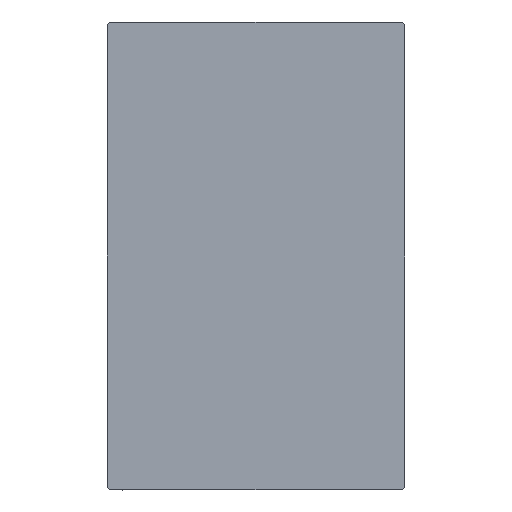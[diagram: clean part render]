
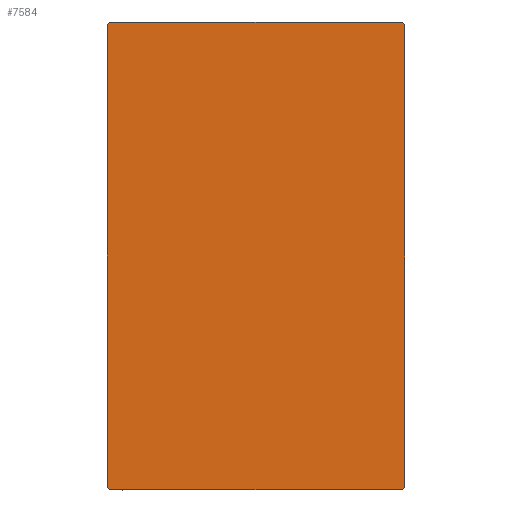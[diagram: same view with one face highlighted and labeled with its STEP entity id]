
A CAD part, left-side view. The second image highlights one B-rep face of the part: STEP entity #7584.
In plain terms, the highlighted face is planar.
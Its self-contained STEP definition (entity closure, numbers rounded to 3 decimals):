
#200 = CARTESIAN_POINT ( 'NONE',  ( 56., 22.35, 22.35 ) ) ;
#772 = DIRECTION ( 'NONE',  ( 0., 0., 1. ) ) ;
#903 = EDGE_CURVE ( 'NONE', #7284, #9962, #43257, .T. ) ;
#1842 = CARTESIAN_POINT ( 'NONE',  ( 56., -22.35, -22.35 ) ) ;
#1993 = CARTESIAN_POINT ( 'NONE',  ( 56., 17.2, -27.5 ) ) ;
#2426 = FACE_OUTER_BOUND ( 'NONE', #13864, .T. ) ;
#3002 = CARTESIAN_POINT ( 'NONE',  ( 56., -17.5, -27.2 ) ) ;
#4688 = CARTESIAN_POINT ( 'NONE',  ( 56., -22.35, 22.35 ) ) ;
#4727 = DIRECTION ( 'NONE',  ( 0., 0., -1. ) ) ;
#4899 = DIRECTION ( 'NONE',  ( 0., 0.707, -0.707 ) ) ;
#5304 = VERTEX_POINT ( 'NONE', #15248 ) ;
#5399 = ORIENTED_EDGE ( 'NONE', *, *, #12173, .T. ) ;
#6357 = VECTOR ( 'NONE', #772, 1000. ) ;
#6666 = VERTEX_POINT ( 'NONE', #1993 ) ;
#7284 = VERTEX_POINT ( 'NONE', #36283 ) ;
#7584 = ADVANCED_FACE ( 'NONE', ( #2426 ), #9185, .T. ) ;
#7918 = DIRECTION ( 'NONE',  ( 0., 0.707, 0.707 ) ) ;
#8424 = AXIS2_PLACEMENT_3D ( 'NONE', #18678, #42182, #22820 ) ;
#9185 = PLANE ( 'NONE',  #8424 ) ;
#9886 = LINE ( 'NONE', #26822, #38714 ) ;
#9962 = VERTEX_POINT ( 'NONE', #11705 ) ;
#10050 = DIRECTION ( 'NONE',  ( 0., -0.707, 0.707 ) ) ;
#10588 = CARTESIAN_POINT ( 'NONE',  ( 56., -17.5, 27.2 ) ) ;
#10854 = LINE ( 'NONE', #14400, #38761 ) ;
#11018 = EDGE_CURVE ( 'NONE', #6666, #42496, #30568, .T. ) ;
#11705 = CARTESIAN_POINT ( 'NONE',  ( 56., 17.2, 27.5 ) ) ;
#12173 = EDGE_CURVE ( 'NONE', #5304, #6666, #9886, .T. ) ;
#13864 = EDGE_LOOP ( 'NONE', ( #5399, #33944, #16264, #38616, #26830, #34822, #42705, #29449 ) ) ;
#13909 = LINE ( 'NONE', #4688, #16434 ) ;
#14400 = CARTESIAN_POINT ( 'NONE',  ( 56., -17.5, 27.5 ) ) ;
#15248 = CARTESIAN_POINT ( 'NONE',  ( 56., -17.2, -27.5 ) ) ;
#16264 = ORIENTED_EDGE ( 'NONE', *, *, #21308, .T. ) ;
#16434 = VECTOR ( 'NONE', #27091, 1000. ) ;
#17167 = CARTESIAN_POINT ( 'NONE',  ( 56., 22.35, -22.35 ) ) ;
#17236 = LINE ( 'NONE', #30856, #6357 ) ;
#18678 = CARTESIAN_POINT ( 'NONE',  ( 56., 0., 0. ) ) ;
#19235 = VECTOR ( 'NONE', #4899, 1000. ) ;
#21308 = EDGE_CURVE ( 'NONE', #42496, #7284, #17236, .T. ) ;
#22820 = DIRECTION ( 'NONE',  ( 0., 0., -1. ) ) ;
#23223 = VECTOR ( 'NONE', #7918, 1000. ) ;
#23529 = DIRECTION ( 'NONE',  ( 0., 1., 0. ) ) ;
#23976 = EDGE_CURVE ( 'NONE', #27359, #24732, #10854, .T. ) ;
#24732 = VERTEX_POINT ( 'NONE', #3002 ) ;
#25660 = CARTESIAN_POINT ( 'NONE',  ( 56., -17.2, 27.5 ) ) ;
#26822 = CARTESIAN_POINT ( 'NONE',  ( 56., -17.5, -27.5 ) ) ;
#26830 = ORIENTED_EDGE ( 'NONE', *, *, #40019, .T. ) ;
#27091 = DIRECTION ( 'NONE',  ( 0., -0.707, -0.707 ) ) ;
#27359 = VERTEX_POINT ( 'NONE', #10588 ) ;
#29449 = ORIENTED_EDGE ( 'NONE', *, *, #30898, .T. ) ;
#29471 = LINE ( 'NONE', #39786, #39029 ) ;
#30568 = LINE ( 'NONE', #17167, #23223 ) ;
#30856 = CARTESIAN_POINT ( 'NONE',  ( 56., 17.5, -27.5 ) ) ;
#30898 = EDGE_CURVE ( 'NONE', #24732, #5304, #32146, .T. ) ;
#32146 = LINE ( 'NONE', #1842, #19235 ) ;
#33403 = DIRECTION ( 'NONE',  ( 0., -1., 0. ) ) ;
#33514 = VECTOR ( 'NONE', #10050, 1000. ) ;
#33944 = ORIENTED_EDGE ( 'NONE', *, *, #11018, .T. ) ;
#34697 = EDGE_CURVE ( 'NONE', #35581, #27359, #13909, .T. ) ;
#34822 = ORIENTED_EDGE ( 'NONE', *, *, #34697, .T. ) ;
#35581 = VERTEX_POINT ( 'NONE', #25660 ) ;
#36283 = CARTESIAN_POINT ( 'NONE',  ( 56., 17.5, 27.2 ) ) ;
#38380 = CARTESIAN_POINT ( 'NONE',  ( 56., 17.5, -27.2 ) ) ;
#38616 = ORIENTED_EDGE ( 'NONE', *, *, #903, .T. ) ;
#38714 = VECTOR ( 'NONE', #23529, 1000. ) ;
#38761 = VECTOR ( 'NONE', #4727, 1000. ) ;
#39029 = VECTOR ( 'NONE', #33403, 1000. ) ;
#39786 = CARTESIAN_POINT ( 'NONE',  ( 56., 17.5, 27.5 ) ) ;
#40019 = EDGE_CURVE ( 'NONE', #9962, #35581, #29471, .T. ) ;
#42182 = DIRECTION ( 'NONE',  ( 1., 0., 0. ) ) ;
#42496 = VERTEX_POINT ( 'NONE', #38380 ) ;
#42705 = ORIENTED_EDGE ( 'NONE', *, *, #23976, .T. ) ;
#43257 = LINE ( 'NONE', #200, #33514 ) ;
